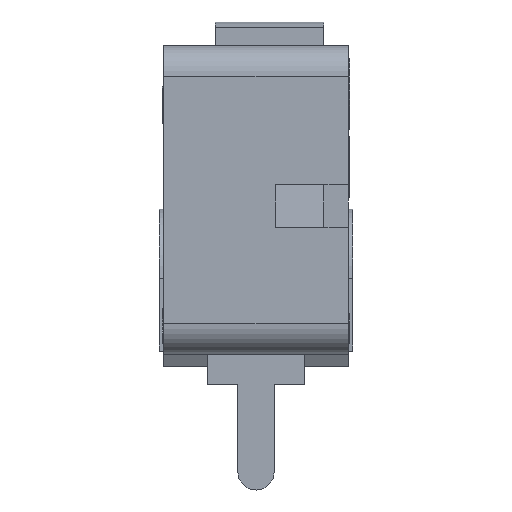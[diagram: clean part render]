
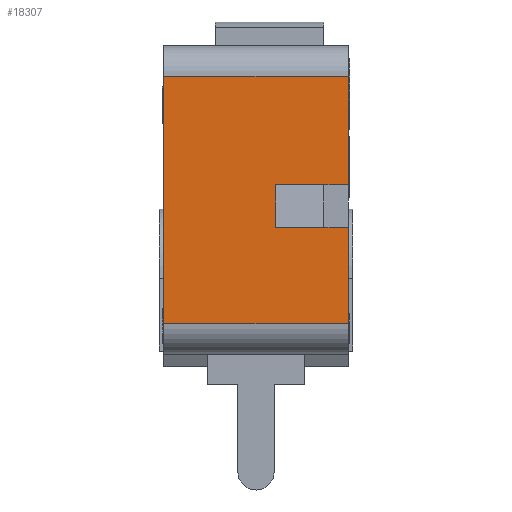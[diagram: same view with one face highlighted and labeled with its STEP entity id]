
A CAD part, left-side view. The second image highlights one B-rep face of the part: STEP entity #18307.
In plain terms, the highlighted planar face has unit normal (-1, 0, 0).
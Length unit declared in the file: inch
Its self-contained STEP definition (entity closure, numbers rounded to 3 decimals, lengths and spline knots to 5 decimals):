
#1214=CARTESIAN_POINT('',(-0.20079,-0.24016,0.12205));
#1215=VERTEX_POINT('',#1214);
#1222=CARTESIAN_POINT('',(-0.20079,-0.14567,0.12205));
#1223=VERTEX_POINT('',#1222);
#1224=CARTESIAN_POINT('',(-0.20079,-0.14567,0.12205));
#1225=DIRECTION('',(0.0,-1.0,0.0));
#1226=VECTOR('',#1225,0.09449);
#1227=LINE('',#1224,#1226);
#1228=EDGE_CURVE('',#1223,#1215,#1227,.T.);
#14887=CARTESIAN_POINT('',(-0.20079,-0.24016,0.06693));
#14888=VERTEX_POINT('',#14887);
#14895=CARTESIAN_POINT('',(-0.20079,-0.24016,-0.05906));
#14896=VERTEX_POINT('',#14895);
#14897=CARTESIAN_POINT('',(-0.20079,-0.24016,-0.05906));
#14898=DIRECTION('',(0.0,0.0,1.0));
#14899=VECTOR('',#14898,0.12598);
#14900=LINE('',#14897,#14899);
#14901=EDGE_CURVE('',#14896,#14888,#14900,.T.);
#15057=CARTESIAN_POINT('',(-0.20079,-0.24016,0.26378));
#15058=VERTEX_POINT('',#15057);
#15066=CARTESIAN_POINT('',(-0.20079,-0.24016,0.12205));
#15067=DIRECTION('',(0.0,0.0,1.0));
#15068=VECTOR('',#15067,0.14173);
#15069=LINE('',#15066,#15068);
#15070=EDGE_CURVE('',#1215,#15058,#15069,.T.);
#15820=CARTESIAN_POINT('',(-0.20079,-0.14567,0.06693));
#15821=VERTEX_POINT('',#15820);
#15830=CARTESIAN_POINT('',(-0.20079,-0.24016,0.06693));
#15831=DIRECTION('',(0.0,1.0,0.0));
#15832=VECTOR('',#15831,0.09449);
#15833=LINE('',#15830,#15832);
#15834=EDGE_CURVE('',#14888,#15821,#15833,.T.);
#16549=CARTESIAN_POINT('',(-0.20079,0.0,-0.05906));
#16550=VERTEX_POINT('',#16549);
#16558=CARTESIAN_POINT('',(-0.20079,0.0,0.26378));
#16559=VERTEX_POINT('',#16558);
#16560=CARTESIAN_POINT('',(-0.20079,0.0,0.26378));
#16561=DIRECTION('',(0.0,0.0,-1.0));
#16562=VECTOR('',#16561,0.32283);
#16563=LINE('',#16560,#16562);
#16564=EDGE_CURVE('',#16559,#16550,#16563,.T.);
#18271=CARTESIAN_POINT('',(-0.20079,-0.14567,0.06693));
#18272=DIRECTION('',(0.0,0.0,1.0));
#18273=VECTOR('',#18272,0.05512);
#18274=LINE('',#18271,#18273);
#18275=EDGE_CURVE('',#15821,#1223,#18274,.T.);
#18282=CARTESIAN_POINT('',(-0.20079,-0.25217,-0.0752));
#18283=DIRECTION('',(-1.0,0.0,0.0));
#18284=DIRECTION('',(0.0,0.0,1.0));
#18285=AXIS2_PLACEMENT_3D('',#18282,#18283,#18284);
#18286=PLANE('',#18285);
#18287=ORIENTED_EDGE('',*,*,#16564,.T.);
#18288=CARTESIAN_POINT('',(-0.20079,-0.24016,-0.05906));
#18289=DIRECTION('',(0.0,1.0,0.0));
#18290=VECTOR('',#18289,0.24016);
#18291=LINE('',#18288,#18290);
#18292=EDGE_CURVE('',#14896,#16550,#18291,.T.);
#18293=ORIENTED_EDGE('',*,*,#18292,.F.);
#18294=ORIENTED_EDGE('',*,*,#14901,.T.);
#18295=ORIENTED_EDGE('',*,*,#15834,.T.);
#18296=ORIENTED_EDGE('',*,*,#18275,.T.);
#18297=ORIENTED_EDGE('',*,*,#1228,.T.);
#18298=ORIENTED_EDGE('',*,*,#15070,.T.);
#18299=CARTESIAN_POINT('',(-0.20079,-0.24016,0.26378));
#18300=DIRECTION('',(0.0,1.0,0.0));
#18301=VECTOR('',#18300,0.24016);
#18302=LINE('',#18299,#18301);
#18303=EDGE_CURVE('',#15058,#16559,#18302,.T.);
#18304=ORIENTED_EDGE('',*,*,#18303,.T.);
#18305=EDGE_LOOP('',(#18287,#18293,#18294,#18295,#18296,#18297,#18298,#18304));
#18306=FACE_OUTER_BOUND('',#18305,.T.);
#18307=ADVANCED_FACE('',(#18306),#18286,.T.);
